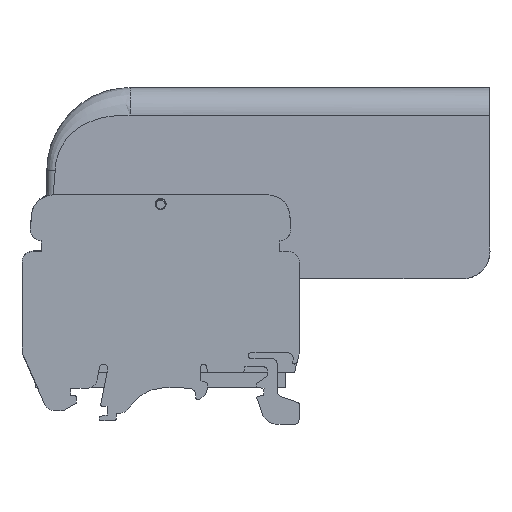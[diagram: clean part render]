
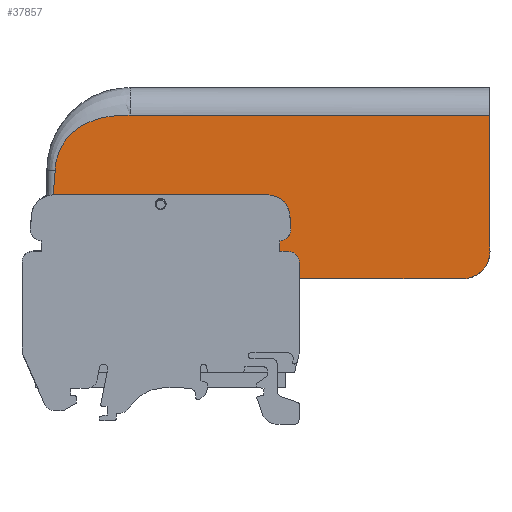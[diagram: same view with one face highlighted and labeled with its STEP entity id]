
A CAD part, left-side view. The second image highlights one B-rep face of the part: STEP entity #37857.
In plain terms, the highlighted planar face has unit normal (-1, 0, 0.004).
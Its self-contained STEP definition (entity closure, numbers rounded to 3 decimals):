
#155=(
BOUNDED_CURVE()
B_SPLINE_CURVE(3,(#50481,#50482,#50483,#50484,#50485,#50486,#50487),
 .UNSPECIFIED.,.F.,.F.)
B_SPLINE_CURVE_WITH_KNOTS((4,3,4),(-0.21,-0.08,-0.015),
 .PIECEWISE_BEZIER_KNOTS.)
CURVE()
GEOMETRIC_REPRESENTATION_ITEM()
RATIONAL_B_SPLINE_CURVE((1.,1.,1.,1.,1.,1.,1.))
REPRESENTATION_ITEM('')
);
#156=(
BOUNDED_CURVE()
B_SPLINE_CURVE(3,(#50519,#50520,#50521,#50522),.UNSPECIFIED.,.F.,.F.)
B_SPLINE_CURVE_WITH_KNOTS((4,4),(0.,0.019),
 .PIECEWISE_BEZIER_KNOTS.)
CURVE()
GEOMETRIC_REPRESENTATION_ITEM()
RATIONAL_B_SPLINE_CURVE((1.,1.,1.,1.))
REPRESENTATION_ITEM('')
);
#204=ELLIPSE('',#39485,5.,5.);
#224=B_SPLINE_CURVE_WITH_KNOTS('',3,(#50489,#50490,#50491,#50492,#50493,
#50494,#50495,#50496,#50497,#50498,#50499,#50500,#50501,#50502,#50503,#50504,
#50505,#50506,#50507,#50508,#50509,#50510,#50511,#50512,#50513,#50514,#50515,
#50516,#50517),.UNSPECIFIED.,.F.,.F.,(4,1,1,1,1,1,1,1,1,1,1,1,1,1,1,1,1,
1,1,1,1,1,1,1,1,1,4),(0.,0.063,0.094,0.109,0.125,0.141,0.156,
0.188,0.219,0.234,0.25,0.266,0.281,0.313,0.375,0.438,0.469,
0.5,0.531,0.563,0.625,0.688,0.75,0.813,0.875,0.938,1.),
 .UNSPECIFIED.);
#2683=ORIENTED_EDGE('',*,*,#10744,.F.);
#2684=ORIENTED_EDGE('',*,*,#10745,.T.);
#2685=ORIENTED_EDGE('',*,*,#10746,.F.);
#2686=ORIENTED_EDGE('',*,*,#10747,.T.);
#2687=ORIENTED_EDGE('',*,*,#10748,.T.);
#2688=ORIENTED_EDGE('',*,*,#10749,.T.);
#2689=ORIENTED_EDGE('',*,*,#10738,.F.);
#10738=EDGE_CURVE('',#14775,#14780,#17601,.F.);
#10744=EDGE_CURVE('',#14785,#14775,#17606,.F.);
#10745=EDGE_CURVE('',#14785,#14786,#204,.T.);
#10746=EDGE_CURVE('',#14787,#14786,#17607,.T.);
#10747=EDGE_CURVE('',#14787,#14788,#155,.T.);
#10748=EDGE_CURVE('',#14788,#14789,#224,.T.);
#10749=EDGE_CURVE('',#14789,#14780,#156,.F.);
#14775=VERTEX_POINT('',#50449);
#14780=VERTEX_POINT('',#50464);
#14785=VERTEX_POINT('',#50476);
#14786=VERTEX_POINT('',#50478);
#14787=VERTEX_POINT('',#50480);
#14788=VERTEX_POINT('',#50488);
#14789=VERTEX_POINT('',#50518);
#17601=LINE('',#50463,#20588);
#17606=LINE('',#50475,#20593);
#17607=LINE('',#50479,#20594);
#20588=VECTOR('',#42585,1000.);
#20593=VECTOR('',#42594,1000.);
#20594=VECTOR('',#42597,1000.);
#23208=EDGE_LOOP('',(#2683,#2684,#2685,#2686,#2687,#2688,#2689));
#24840=FACE_BOUND('',#23208,.T.);
#26432=PLANE('',#39484);
#37857=ADVANCED_FACE('',(#24840),#26432,.T.);
#39484=AXIS2_PLACEMENT_3D('',#50474,#42592,#42593);
#39485=AXIS2_PLACEMENT_3D('',#50477,#42595,#42596);
#42585=DIRECTION('',(0.,-1.,0.));
#42592=DIRECTION('',(-1.,0.,0.004));
#42593=DIRECTION('',(-0.004,0.,-1.));
#42594=DIRECTION('',(0.,-1.,0.));
#42595=DIRECTION('',(-1.,0.,0.004));
#42596=DIRECTION('',(-0.004,0.,-1.));
#42597=DIRECTION('',(-0.004,-0.004,-1.));
#50449=CARTESIAN_POINT('',(-17.,-22.5,1.1));
#50463=CARTESIAN_POINT('',(-17.,19.1,1.1));
#50464=CARTESIAN_POINT('',(-17.,20.6,1.1));
#50474=CARTESIAN_POINT('',(-17.,19.1,1.1));
#50475=CARTESIAN_POINT('',(-17.,19.1,1.1));
#50476=CARTESIAN_POINT('',(-17.,-54.378,1.1));
#50477=CARTESIAN_POINT('',(-16.978,-54.378,6.1));
#50478=CARTESIAN_POINT('',(-16.978,-59.378,6.122));
#50479=CARTESIAN_POINT('',(-16.999,-59.399,1.244));
#50480=CARTESIAN_POINT('',(-16.871,-59.271,30.622));
#50481=CARTESIAN_POINT('',(-16.871,-189.23,30.622));
#50482=CARTESIAN_POINT('',(-16.871,-145.953,30.622));
#50483=CARTESIAN_POINT('',(-16.871,-102.677,30.622));
#50484=CARTESIAN_POINT('',(-16.871,-59.4,30.622));
#50485=CARTESIAN_POINT('',(-16.871,-37.762,30.622));
#50486=CARTESIAN_POINT('',(-16.871,-16.123,30.622));
#50487=CARTESIAN_POINT('',(-16.871,5.515,30.622));
#50488=CARTESIAN_POINT('',(-16.871,5.515,30.622));
#50489=CARTESIAN_POINT('',(-16.871,5.515,30.622));
#50490=CARTESIAN_POINT('',(-16.871,5.895,30.622));
#50491=CARTESIAN_POINT('',(-16.871,6.429,30.616));
#50492=CARTESIAN_POINT('',(-16.871,6.979,30.6));
#50493=CARTESIAN_POINT('',(-16.871,7.285,30.587));
#50494=CARTESIAN_POINT('',(-16.871,7.475,30.578));
#50495=CARTESIAN_POINT('',(-16.871,7.773,30.561));
#50496=CARTESIAN_POINT('',(-16.872,8.124,30.536));
#50497=CARTESIAN_POINT('',(-16.872,8.565,30.496));
#50498=CARTESIAN_POINT('',(-16.872,8.979,30.448));
#50499=CARTESIAN_POINT('',(-16.872,9.312,30.402));
#50500=CARTESIAN_POINT('',(-16.872,9.529,30.369));
#50501=CARTESIAN_POINT('',(-16.873,9.846,30.315));
#50502=CARTESIAN_POINT('',(-16.873,10.228,30.242));
#50503=CARTESIAN_POINT('',(-16.873,10.899,30.094));
#50504=CARTESIAN_POINT('',(-16.875,11.811,29.83));
#50505=CARTESIAN_POINT('',(-16.876,12.671,29.5));
#50506=CARTESIAN_POINT('',(-16.877,13.339,29.188));
#50507=CARTESIAN_POINT('',(-16.878,13.792,28.951));
#50508=CARTESIAN_POINT('',(-16.88,14.353,28.622));
#50509=CARTESIAN_POINT('',(-16.882,15.026,28.169));
#50510=CARTESIAN_POINT('',(-16.885,15.805,27.552));
#50511=CARTESIAN_POINT('',(-16.889,16.73,26.616));
#50512=CARTESIAN_POINT('',(-16.893,17.48,25.632));
#50513=CARTESIAN_POINT('',(-16.898,18.151,24.466));
#50514=CARTESIAN_POINT('',(-16.903,18.624,23.282));
#50515=CARTESIAN_POINT('',(-16.909,18.944,21.966));
#50516=CARTESIAN_POINT('',(-16.913,19.013,21.102));
#50517=CARTESIAN_POINT('',(-16.915,19.015,20.665));
#50518=CARTESIAN_POINT('',(-16.915,19.015,20.665));
#50519=CARTESIAN_POINT('',(-17.,20.6,1.1));
#50520=CARTESIAN_POINT('',(-16.972,19.822,7.621));
#50521=CARTESIAN_POINT('',(-16.943,19.043,14.141));
#50522=CARTESIAN_POINT('',(-16.915,19.015,20.665));
